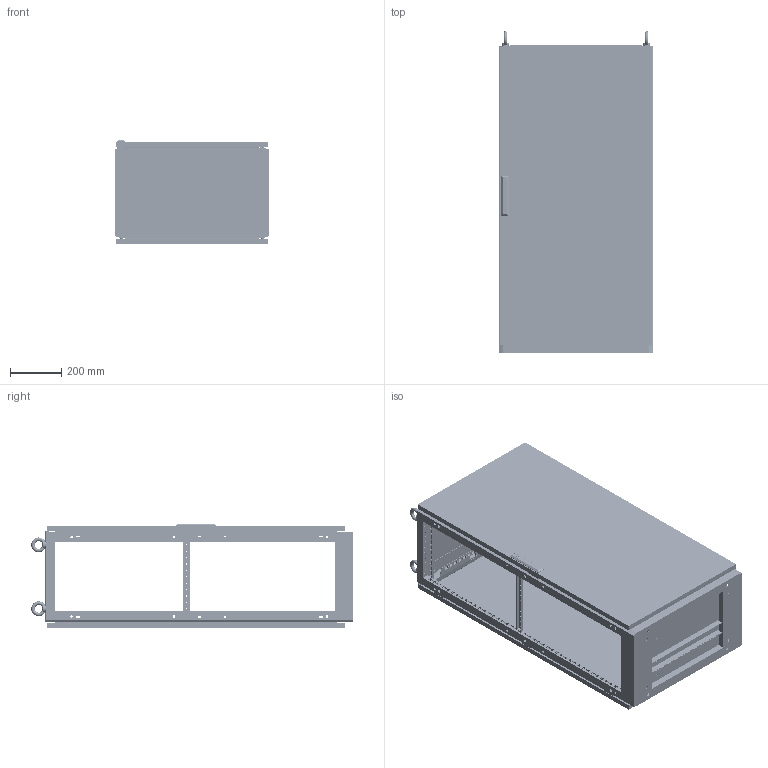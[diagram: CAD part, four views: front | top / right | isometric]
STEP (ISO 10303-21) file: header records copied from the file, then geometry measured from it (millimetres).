
FILE_DESCRIPTION (( 'STEP AP214' ), '1' );
FILE_NAME ('0395-6012-40-07.step', '2022-07-12T05:15:54', ( '' ), ( '' ), 'SwSTEP 2.0', 'SolidWorks 2019', '' );
FILE_SCHEMA (( 'AUTOMOTIVE_DESIGN' ));
Length unit declared in the file: millimetre
Products named in the file (7): Dachplatte_as_0395-6000-40-07; Korpus_as_6012-40; TuerR_s_0395-6012-00-97; Tiefenstrebe_s_0396-0006-40-00; 0395-6012-40-07; Bodenplattensatz_s_0396-6000-40-03; Rueckwand_s_0395-6012-03-97
Assembly tree (7 placements, depth 2):
  0395-6012-40-07
    Korpus_as_6012-40
    TuerR_s_0395-6012-00-97
    Dachplatte_as_0395-6000-40-07
    Rueckwand_s_0395-6012-03-97
    Bodenplattensatz_s_0396-6000-40-03
    Tiefenstrebe_s_0396-0006-40-00  x2
Bounding box: 600 x 1257.99 x 408.5 mm (x, y, z)
Volume: 6848165.1 mm3; surface area: 6923829.3 mm2
Topology: 57 solids, 57 shells, 6816 faces, 18720 edges, 12394 vertices
Faces by surface type: plane 4108, cylinder 2430, cone 234, torus 24, bspline 20
Entity records: 250415 total; most frequent: CARTESIAN_POINT 39825, ORIENTED_EDGE 36960, DIRECTION 36694, EDGE_CURVE 18480, LINE 13020, VECTOR 13020, VERTEX_POINT 12236, AXIS2_PLACEMENT_3D 11837
